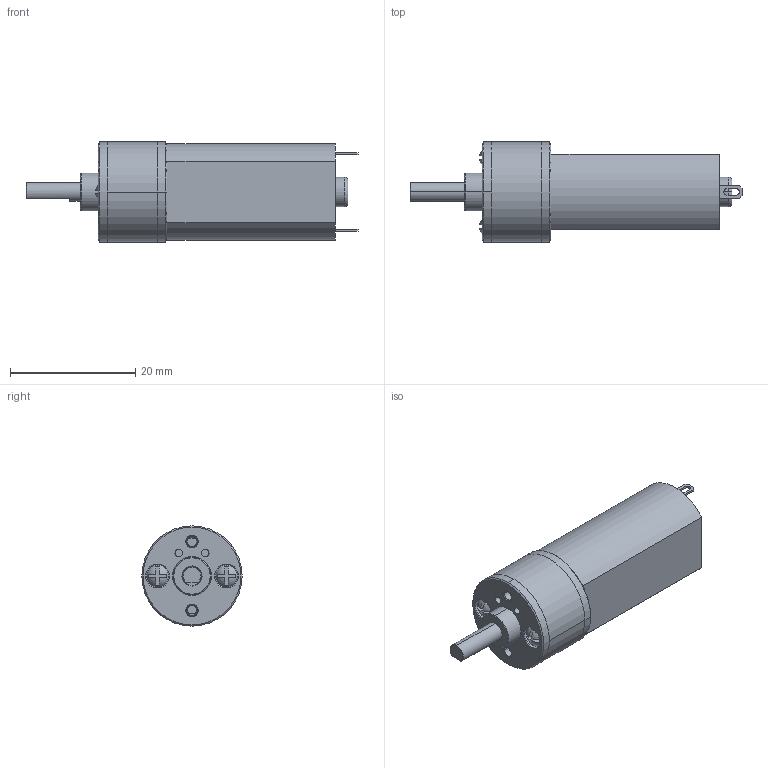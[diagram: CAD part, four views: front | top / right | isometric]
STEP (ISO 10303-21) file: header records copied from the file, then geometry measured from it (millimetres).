
FILE_DESCRIPTION((''),'2;1');
FILE_NAME('DM-16RSMR130-S_ASM','2024-07-10T',('86157'),(''),'PRO/ENGINEER BY PARAMETRIC TECHNOLOGY CORPORATION, 2010280','PRO/ENGINEER BY PARAMETRIC TECHNOLOGY CORPORATION, 2010280','');
FILE_SCHEMA(('CONFIG_CONTROL_DESIGN'));
Length unit declared in the file: millimetre
Products named in the file (11): D016P410K001; D016P5101001; 16RS-001_ASM; DM016P420003-B3-L8; D016P310S010; Z18-SHU; ZHOU-_ASM; D016P410K002; DM016P350003; MOTOR-050; DM-16RSMR130-S_ASM
Assembly tree (11 placements, depth 3):
  DM-16RSMR130-S_ASM
    16RS-001_ASM
      D016P410K001
      D016P5101001
    DM016P420003-B3-L8
    ZHOU-_ASM
      D016P310S010
      Z18-SHU
    D016P410K002
    DM016P350003  x2
    MOTOR-050
Bounding box: 53 x 16 x 16 mm (x, y, z)
Volume: 5967.7 mm3; surface area: 4769.2 mm2
Topology: 9 solids, 14 shells, 651 faces, 1632 edges, 1022 vertices
Faces by surface type: cylinder 248, plane 244, cone 109, extrusion 36, torus 10, sphere 4
Entity records: 20159 total; most frequent: CARTESIAN_POINT 4451, DIRECTION 3493, ORIENTED_EDGE 3103, EDGE_CURVE 1564, AXIS2_PLACEMENT_3D 1360, VERTEX_POINT 980, VECTOR 773, CIRCLE 744
